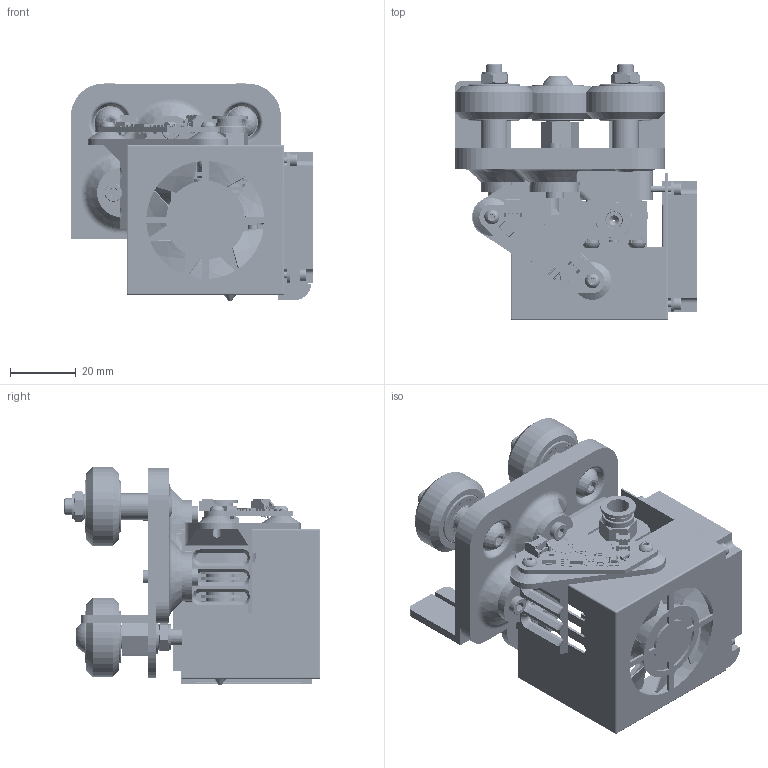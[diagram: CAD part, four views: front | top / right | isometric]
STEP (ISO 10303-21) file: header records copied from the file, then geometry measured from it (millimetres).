
FILE_DESCRIPTION(/* description */ (''),/* implementation_level */ '2;1');
FILE_NAME(/* name */ 'Creality-Mount.step',/* time_stamp */ '2019-02-10T00:27:49-08:00',/* author */ (''),/* organization */ (''),/* preprocessor_version */ 'ST-DEVELOPER v17.2',/* originating_system */ 'Autodesk Translation Framework v7.6.0.251',/* authorisation */ '');
FILE_SCHEMA (('AUTOMOTIVE_DESIGN { 1 0 10303 214 3 1 1 }'));
Products named in the file (56): Creality-Mount; References; Creality Printing Head v1; E plate; Cold section fan; Fan cover; Nozzle fan duct; Nozzle fan; ASM Heating Unit; Radiator; nozzle; Heat block; Pneumatic joint; Nozzle thermistor; Heater; M3×18 Flush Head Screw; M3X16 Pan Head Screw; M3 Split Washer; M3 Screw; ASM Roller X-Axis; ASM Eccentrical Roller X-Axis; Eccentric column; M5 washer; ASM Roller X-Axis_1; Spacers for rollers; Rollers; M5X30 Pan Head Screw; M5 Self-locking nut; 625pillow; M3X10 Pan Head Screw; M2X8 Socket Head Screw; 20mm Piezo; Plate-Mount; Nozzle-Mount; Standalone-Board Mount; PiezoStandalone1.0; PCB Component; Board; CON-MOLEX-2P-1.27MM048; ATMEGA48PA-MMHR28M1-L ...
Assembly tree (100 placements, depth 6):
  Creality-Mount
    References
      Creality Printing Head v1
        E plate
        Cold section fan
        Fan cover
        Nozzle fan duct
        Nozzle fan
        ASM Heating Unit
          Radiator
          nozzle
          Heat block
          Pneumatic joint
          Nozzle thermistor
          Heater
          M3X16 Pan Head Screw  x2
          M3 Split Washer  x2
          M3×18 Flush Head Screw  x2
          M3 Screw  x2
        ASM Roller X-Axis
          Spacers for rollers
          Rollers
          M5X30 Pan Head Screw
          625pillow  x2
          M5 Self-locking nut
        ASM Eccentrical Roller X-Axis
          Eccentric column
          M5 washer
          Rollers
          M5X30 Pan Head Screw
          625pillow  x2
          M5 Self-locking nut
        M2X8 Socket Head Screw  x4
        M3X10 Pan Head Screw  x4
        ASM Roller X-Axis_1
          Spacers for rollers
          Rollers
          M5X30 Pan Head Screw
          625pillow  x2
          M5 Self-locking nut
      20mm Piezo
    Plate-Mount
    Nozzle-Mount
    Standalone-Board Mount
      PiezoStandalone1.0
        PCB Component
          Board
          CON-MOLEX-2P-1.27MM048
          ATMEGA48PA-MMHR28M1-L
          SEEED-LED_LED-0603  x4
          HOLES_MOUNT-PAD-ROUND2.8
            92095A456
          HOLES_MOUNT-PAD-ROUND2.8_1
            92095A456
          1uF  x2
          R0402  x16
          LM358PWRDFN-8
          BAV199
          MCP6001T-I/OTSOT-23-5_MC-L
          0.1uF
Bounding box: 73.93 x 78.2 x 66.4 mm (x, y, z)
Volume: 79939 mm3; surface area: 90826.7 mm2
Topology: 238 solids, 480 shells, 6308 faces, 16523 edges, 10855 vertices
Faces by surface type: plane 3921, cylinder 1089, bspline 634, sphere 288, cone 236, torus 140
Full cylindrical faces by diameter (mm): 0.1 x2, 0.197 x6, 0.277 x6, 0.3 x23, 0.35 x34, 0.4 x1, 0.5 x5, 0.78 x2, 1.915 x16, 2 x11, 2.35 x68, 2.4 x2, 2.5 x17, 2.529 x24, 2.6 x4, 2.8 x4, 3 x88, 3.086 x22, 3.2 x8, 3.25 x2, 3.5 x1, 3.75 x2, 3.8 x4, 4 x5, 4.134 x3, 4.5 x2, 5 x18, 5.2 x1, 5.3 x1, 5.4 x8
Entity records: 121523 total; most frequent: CARTESIAN_POINT 40685, DIRECTION 15443, ORIENTED_EDGE 15012, EDGE_CURVE 8151, LINE 5313, VECTOR 5313, VERTEX_POINT 5271, AXIS2_PLACEMENT_3D 5065
